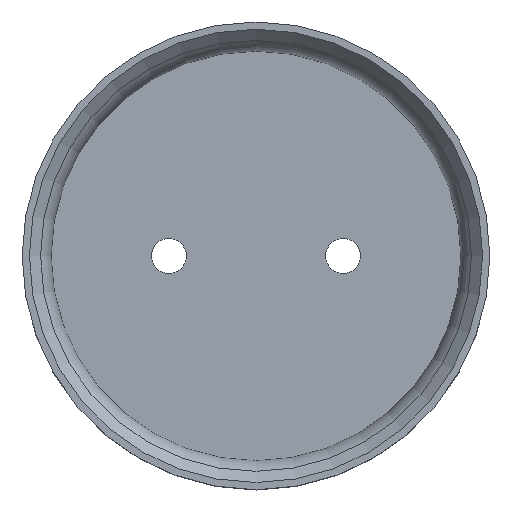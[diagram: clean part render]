
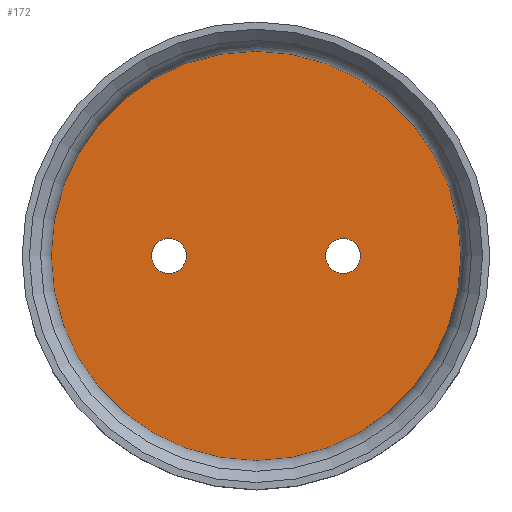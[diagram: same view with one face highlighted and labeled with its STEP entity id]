
A CAD part, top view. The second image highlights one B-rep face of the part: STEP entity #172.
In plain terms, the highlighted planar face has unit normal (0, 0, 1).
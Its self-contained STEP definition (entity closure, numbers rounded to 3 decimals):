
#21=FACE_BOUND('',#62,.T.);
#22=FACE_BOUND('',#63,.T.);
#28=PLANE('',#204);
#48=FACE_OUTER_BOUND('',#61,.T.);
#61=EDGE_LOOP('',(#138));
#62=EDGE_LOOP('',(#139));
#63=EDGE_LOOP('',(#140));
#79=CIRCLE('',#199,14.1);
#82=CIRCLE('',#205,1.2);
#83=CIRCLE('',#206,1.2);
#93=VERTEX_POINT('',#290);
#96=VERTEX_POINT('',#301);
#97=VERTEX_POINT('',#303);
#108=EDGE_CURVE('',#93,#93,#79,.F.);
#112=EDGE_CURVE('',#96,#96,#82,.T.);
#113=EDGE_CURVE('',#97,#97,#83,.T.);
#138=ORIENTED_EDGE('',*,*,#108,.F.);
#139=ORIENTED_EDGE('',*,*,#112,.T.);
#140=ORIENTED_EDGE('',*,*,#113,.T.);
#172=ADVANCED_FACE('',(#48,#21,#22),#28,.T.);
#199=AXIS2_PLACEMENT_3D('',#292,#232,#233);
#204=AXIS2_PLACEMENT_3D('',#300,#243,#244);
#205=AXIS2_PLACEMENT_3D('',#302,#245,#246);
#206=AXIS2_PLACEMENT_3D('',#304,#247,#248);
#232=DIRECTION('center_axis',(0.,0.,1.));
#233=DIRECTION('ref_axis',(-1.,0.,0.));
#243=DIRECTION('center_axis',(0.,0.,1.));
#244=DIRECTION('ref_axis',(-1.,0.,0.));
#245=DIRECTION('center_axis',(0.,0.,-1.));
#246=DIRECTION('ref_axis',(1.,0.,0.));
#247=DIRECTION('center_axis',(0.,0.,-1.));
#248=DIRECTION('ref_axis',(1.,0.,0.));
#290=CARTESIAN_POINT('',(-14.1,0.,0.5));
#292=CARTESIAN_POINT('Origin',(0.,0.,0.5));
#300=CARTESIAN_POINT('Origin',(0.,0.,0.5));
#301=CARTESIAN_POINT('',(-7.2,0.,0.5));
#302=CARTESIAN_POINT('Origin',(-6.,0.,0.5));
#303=CARTESIAN_POINT('',(4.8,0.,0.5));
#304=CARTESIAN_POINT('Origin',(6.,0.,0.5));
